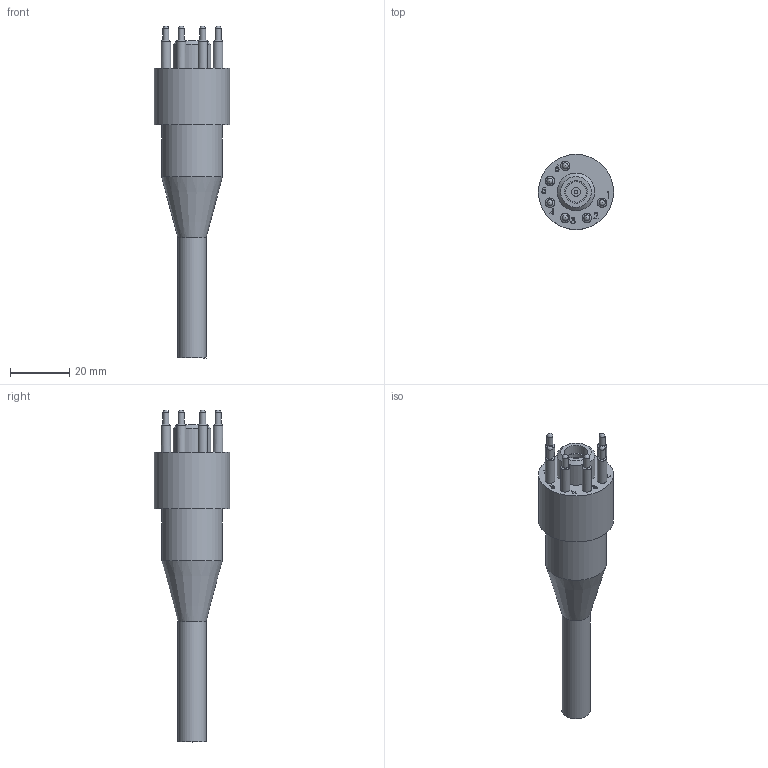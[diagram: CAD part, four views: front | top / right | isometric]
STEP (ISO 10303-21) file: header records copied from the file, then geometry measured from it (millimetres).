
FILE_DESCRIPTION(/* description */ (''),/* implementation_level */ '2;1');
FILE_NAME(/* name */ 'HF75CXIL6M.stp',/* time_stamp */ '2017-02-10T13:19:29+01:00',/* author */ ('sh'),/* organization */ (''),/* preprocessor_version */ 'ST-DEVELOPER v15.2',/* originating_system */ 'Autodesk Inventor 2014',/* authorisation */ '');
FILE_SCHEMA (('AUTOMOTIVE_DESIGN { 1 0 10303 214 3 1 1 }'));
Length unit declared in the file: inch
Products named in the file (1): HF75CXIL6M
Bounding box: 25.35 x 25.35 x 112.08 mm (x, y, z)
Volume: 21966.1 mm3; surface area: 10526.4 mm2
Topology: 10 solids, 10 shells, 170 faces, 400 edges, 273 vertices
Faces by surface type: plane 80, bspline 43, cylinder 33, cone 14
Full cylindrical faces by diameter (mm): 1.27 x1, 1.321 x6, 1.986 x6, 2.845 x1, 2.921 x1, 3.175 x6, 3.759 x1, 6.909 x2, 6.96 x1, 7.772 x2, 7.938 x1, 8.484 x1, 9.525 x1, 12.7 x1, 20.574 x1, 25.349 x1
Entity records: 7009 total; most frequent: CARTESIAN_POINT 3538, ORIENTED_EDGE 676, DIRECTION 588, EDGE_CURVE 338, VERTEX_POINT 258, EDGE_LOOP 244, AXIS2_PLACEMENT_3D 220, ADVANCED_FACE 170
